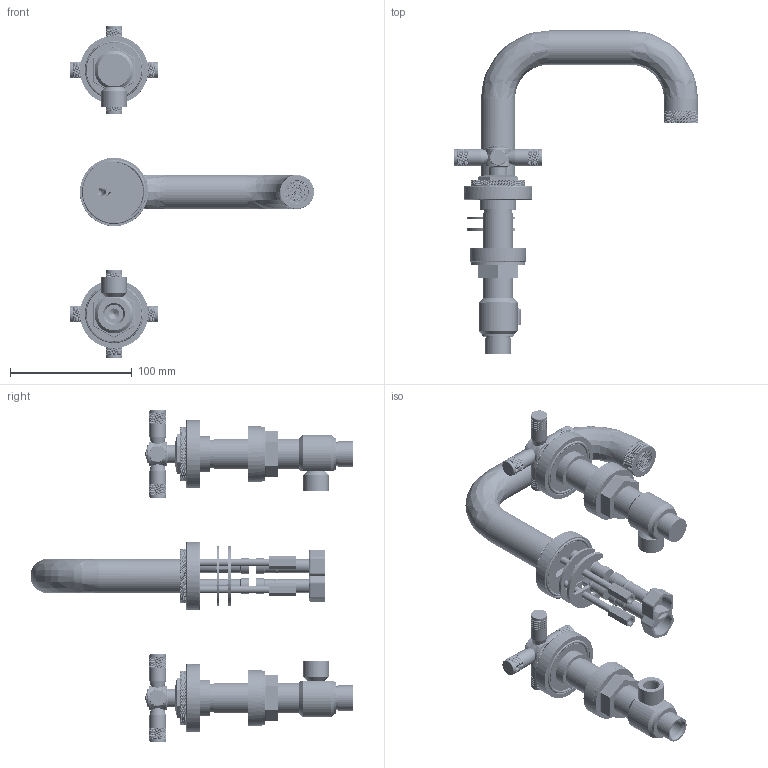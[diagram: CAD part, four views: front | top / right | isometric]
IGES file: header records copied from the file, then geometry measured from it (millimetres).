
Global section: file name: V7K14-XK-NP; native system: Autodesk Inventor 2018; preprocessor: unknown; author: aduggalther; date: 20180910.121623; units: millimetre
Bounding box: 200.12 x 264.8 x 272.23 mm (x, y, z)
Volume: 420122.3 mm3; surface area: 228154.8 mm2
Topology: 68 solids, 68 shells, 31103 faces, 67243 edges, 36431 vertices
Faces by surface type: bspline 31103
